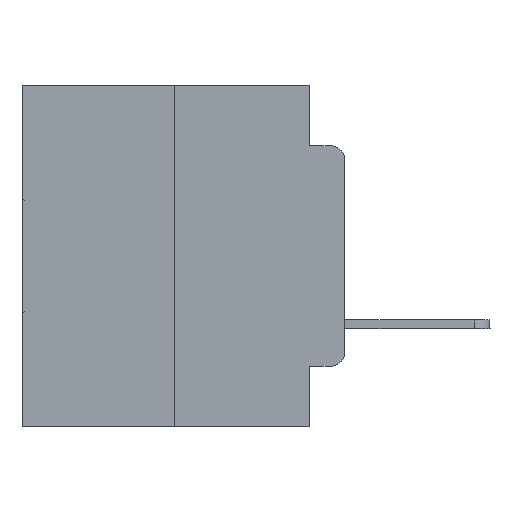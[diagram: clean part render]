
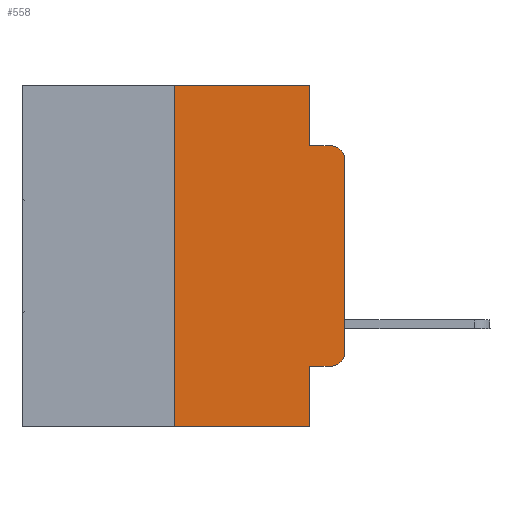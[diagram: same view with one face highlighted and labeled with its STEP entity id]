
A CAD part, left-side view. The second image highlights one B-rep face of the part: STEP entity #558.
In plain terms, the highlighted planar face has unit normal (-1, 0, 0).
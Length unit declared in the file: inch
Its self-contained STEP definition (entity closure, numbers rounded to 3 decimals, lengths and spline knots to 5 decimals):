
#96 = EDGE_CURVE ( 'NONE', #19805, #17540, #22430, .T. ) ;
#354 = EDGE_CURVE ( 'NONE', #12730, #19805, #4717, .T. ) ;
#558 = ADVANCED_FACE ( 'NONE', ( #971 ), #21581, .F. ) ;
#971 = FACE_OUTER_BOUND ( 'NONE', #17368, .T. ) ;
#1940 = CARTESIAN_POINT ( 'NONE',  ( 0., 0.473, -0.5 ) ) ;
#2026 = CIRCLE ( 'NONE', #4726, 0.02 ) ;
#2084 = VECTOR ( 'NONE', #17894, 39.37008 ) ;
#2249 = VECTOR ( 'NONE', #20882, 39.37008 ) ;
#2252 = DIRECTION ( 'NONE',  ( 0., 0., 1. ) ) ;
#2655 = EDGE_CURVE ( 'NONE', #17181, #25602, #15858, .T. ) ;
#3076 = CARTESIAN_POINT ( 'NONE',  ( 0., 0.051, -0.0885 ) ) ;
#3358 = CARTESIAN_POINT ( 'NONE',  ( 0., 0.051, -0.4115 ) ) ;
#3553 = VERTEX_POINT ( 'NONE', #15098 ) ;
#4160 = DIRECTION ( 'NONE',  ( 1., 0., 0. ) ) ;
#4425 = AXIS2_PLACEMENT_3D ( 'NONE', #23622, #6055, #21475 ) ;
#4675 = ORIENTED_EDGE ( 'NONE', *, *, #2655, .F. ) ;
#4717 = LINE ( 'NONE', #21691, #13735 ) ;
#4726 = AXIS2_PLACEMENT_3D ( 'NONE', #16376, #12094, #7842 ) ;
#5250 = CARTESIAN_POINT ( 'NONE',  ( 0., 0.25, 0. ) ) ;
#6055 = DIRECTION ( 'NONE',  ( -1., 0., 0. ) ) ;
#6104 = EDGE_CURVE ( 'NONE', #17181, #12467, #19845, .T. ) ;
#6405 = EDGE_CURVE ( 'NONE', #22691, #12467, #21535, .T. ) ;
#6565 = CARTESIAN_POINT ( 'NONE',  ( 0., 0.051, 0. ) ) ;
#6817 = VECTOR ( 'NONE', #16405, 39.37008 ) ;
#7335 = DIRECTION ( 'NONE',  ( 0., -1., 0. ) ) ;
#7369 = CARTESIAN_POINT ( 'NONE',  ( 0., 0.473, 0. ) ) ;
#7550 = EDGE_CURVE ( 'NONE', #22691, #14806, #26277, .T. ) ;
#7842 = DIRECTION ( 'NONE',  ( 0., 0., -1. ) ) ;
#7849 = CARTESIAN_POINT ( 'NONE',  ( 0., 0.051, 0. ) ) ;
#7937 = LINE ( 'NONE', #6565, #2084 ) ;
#8215 = CARTESIAN_POINT ( 'NONE',  ( 0., 0., -0.3915 ) ) ;
#8230 = EDGE_CURVE ( 'NONE', #17830, #3553, #7937, .T. ) ;
#8908 = ORIENTED_EDGE ( 'NONE', *, *, #8230, .F. ) ;
#9197 = EDGE_CURVE ( 'NONE', #14806, #12730, #2026, .T. ) ;
#10356 = LINE ( 'NONE', #7369, #15895 ) ;
#10472 = CARTESIAN_POINT ( 'NONE',  ( 0., 0.473, 0. ) ) ;
#10476 = CARTESIAN_POINT ( 'NONE',  ( 0., 0.25, 0. ) ) ;
#10680 = ORIENTED_EDGE ( 'NONE', *, *, #26074, .F. ) ;
#11152 = VECTOR ( 'NONE', #21653, 39.37008 ) ;
#11466 = VECTOR ( 'NONE', #25549, 39.37008 ) ;
#11646 = ORIENTED_EDGE ( 'NONE', *, *, #6104, .T. ) ;
#12091 = VECTOR ( 'NONE', #7335, 39.37008 ) ;
#12094 = DIRECTION ( 'NONE',  ( -1., 0., 0. ) ) ;
#12278 = LINE ( 'NONE', #3076, #2249 ) ;
#12418 = CARTESIAN_POINT ( 'NONE',  ( 0., 0.02, -0.0885 ) ) ;
#12467 = VERTEX_POINT ( 'NONE', #22928 ) ;
#12682 = CARTESIAN_POINT ( 'NONE',  ( 0., 0.02, -0.4115 ) ) ;
#12730 = VERTEX_POINT ( 'NONE', #8215 ) ;
#12968 = DIRECTION ( 'NONE',  ( 0., 0., -1. ) ) ;
#13735 = VECTOR ( 'NONE', #2252, 39.37008 ) ;
#14127 = ORIENTED_EDGE ( 'NONE', *, *, #354, .T. ) ;
#14639 = AXIS2_PLACEMENT_3D ( 'NONE', #10472, #4160, #12968 ) ;
#14806 = VERTEX_POINT ( 'NONE', #12682 ) ;
#15098 = CARTESIAN_POINT ( 'NONE',  ( 0., 0.051, -0.0885 ) ) ;
#15858 = LINE ( 'NONE', #5250, #6817 ) ;
#15895 = VECTOR ( 'NONE', #18710, 39.37008 ) ;
#15902 = CARTESIAN_POINT ( 'NONE',  ( 0., 0.051, -0.4115 ) ) ;
#16376 = CARTESIAN_POINT ( 'NONE',  ( 0., 0.02, -0.3915 ) ) ;
#16405 = DIRECTION ( 'NONE',  ( 0., 0., 1. ) ) ;
#16789 = ORIENTED_EDGE ( 'NONE', *, *, #23117, .F. ) ;
#17181 = VERTEX_POINT ( 'NONE', #23413 ) ;
#17368 = EDGE_LOOP ( 'NONE', ( #14127, #18034, #10680, #8908, #16789, #4675, #11646, #21365, #25652, #26987 ) ) ;
#17540 = VERTEX_POINT ( 'NONE', #12418 ) ;
#17830 = VERTEX_POINT ( 'NONE', #24644 ) ;
#17894 = DIRECTION ( 'NONE',  ( 0., 0., -1. ) ) ;
#18034 = ORIENTED_EDGE ( 'NONE', *, *, #96, .T. ) ;
#18710 = DIRECTION ( 'NONE',  ( 0., -1., 0. ) ) ;
#19805 = VERTEX_POINT ( 'NONE', #25835 ) ;
#19845 = LINE ( 'NONE', #1940, #11152 ) ;
#20882 = DIRECTION ( 'NONE',  ( 0., -1., 0. ) ) ;
#21365 = ORIENTED_EDGE ( 'NONE', *, *, #6405, .F. ) ;
#21475 = DIRECTION ( 'NONE',  ( 0., 0., -1. ) ) ;
#21535 = LINE ( 'NONE', #7849, #11466 ) ;
#21581 = PLANE ( 'NONE',  #14639 ) ;
#21653 = DIRECTION ( 'NONE',  ( 0., -1., 0. ) ) ;
#21691 = CARTESIAN_POINT ( 'NONE',  ( 0., 0., 0. ) ) ;
#22430 = CIRCLE ( 'NONE', #4425, 0.02 ) ;
#22691 = VERTEX_POINT ( 'NONE', #3358 ) ;
#22928 = CARTESIAN_POINT ( 'NONE',  ( 0., 0.051, -0.5 ) ) ;
#23117 = EDGE_CURVE ( 'NONE', #25602, #17830, #10356, .T. ) ;
#23413 = CARTESIAN_POINT ( 'NONE',  ( 0., 0.25, -0.5 ) ) ;
#23622 = CARTESIAN_POINT ( 'NONE',  ( 0., 0.02, -0.1085 ) ) ;
#24644 = CARTESIAN_POINT ( 'NONE',  ( 0., 0.051, 0. ) ) ;
#25549 = DIRECTION ( 'NONE',  ( 0., 0., -1. ) ) ;
#25602 = VERTEX_POINT ( 'NONE', #10476 ) ;
#25652 = ORIENTED_EDGE ( 'NONE', *, *, #7550, .T. ) ;
#25835 = CARTESIAN_POINT ( 'NONE',  ( 0., 0., -0.1085 ) ) ;
#26074 = EDGE_CURVE ( 'NONE', #3553, #17540, #12278, .T. ) ;
#26277 = LINE ( 'NONE', #15902, #12091 ) ;
#26987 = ORIENTED_EDGE ( 'NONE', *, *, #9197, .T. ) ;
